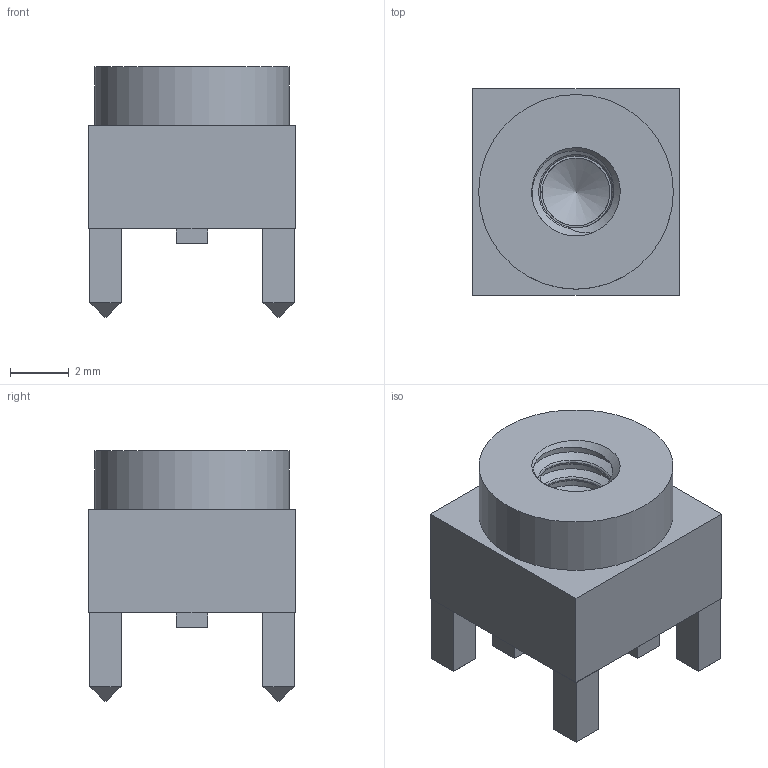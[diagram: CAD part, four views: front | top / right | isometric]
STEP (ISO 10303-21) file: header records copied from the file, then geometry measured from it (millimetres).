
FILE_DESCRIPTION(/* description */ (''),/* implementation_level */ '2;1');
FILE_NAME(/* name */ 'Wurth 74650173.step',/* time_stamp */ '2022-08-05T21:04:41+01:00',/* author */ (''),/* organization */ (''),/* preprocessor_version */ 'ST-DEVELOPER v19',/* originating_system */ 'Autodesk Translation Framework v11.7.0.108',/* authorisation */ '');
FILE_SCHEMA (('AUTOMOTIVE_DESIGN { 1 0 10303 214 3 1 1 }'));
Length unit declared in the file: millimetre
Products named in the file (1): Wurth 74650173
Bounding box: 7 x 7 x 8.5 mm (x, y, z)
Volume: 228.2 mm3; surface area: 340.8 mm2
Topology: 1 solids, 1 shells, 84 faces, 197 edges, 125 vertices
Faces by surface type: plane 69, cylinder 8, bspline 5, cone 2
Full cylindrical faces by diameter (mm): 2.3 x1, 3 x5, 6.6 x1
Entity records: 3683 total; most frequent: CARTESIAN_POINT 1787, ORIENTED_EDGE 392, DIRECTION 342, EDGE_CURVE 196, LINE 166, VECTOR 166, VERTEX_POINT 125, EDGE_LOOP 95
